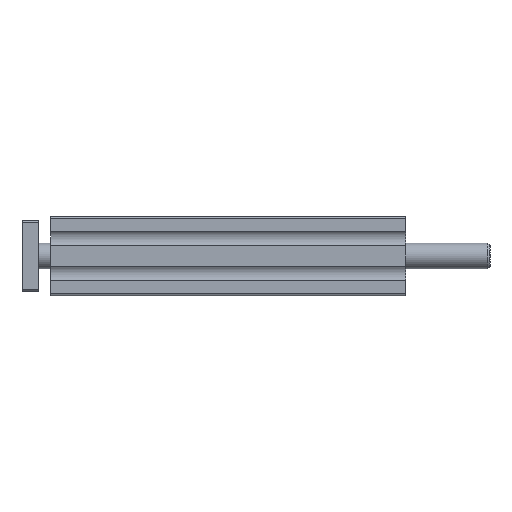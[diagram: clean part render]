
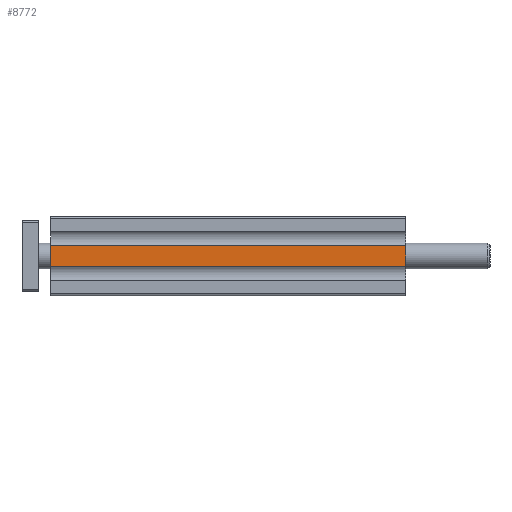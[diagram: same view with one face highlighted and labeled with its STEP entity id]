
A CAD part, front view. The second image highlights one B-rep face of the part: STEP entity #8772.
In plain terms, the highlighted planar face has unit normal (0, -1, 0).
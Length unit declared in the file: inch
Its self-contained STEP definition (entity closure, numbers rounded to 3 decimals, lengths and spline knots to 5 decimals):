
#388 = DIRECTION ( 'NONE',  ( -1., 0., 0. ) ) ;
#617 = DIRECTION ( 'NONE',  ( 0., 0., -1. ) ) ;
#817 = VECTOR ( 'NONE', #6928, 39.37008 ) ;
#855 = CARTESIAN_POINT ( 'NONE',  ( 0., -3.18898, 0.38815 ) ) ;
#1374 = CARTESIAN_POINT ( 'NONE',  ( 13.74016, -3.18898, 0.38815 ) ) ;
#1423 = CARTESIAN_POINT ( 'NONE',  ( 13.74016, -3.18898, 0.38815 ) ) ;
#1611 = CARTESIAN_POINT ( 'NONE',  ( 13.74016, -3.18898, 0.38815 ) ) ;
#2115 = VECTOR ( 'NONE', #388, 39.37008 ) ;
#2286 = CARTESIAN_POINT ( 'NONE',  ( 13.74016, -3.18898, -0.38815 ) ) ;
#3902 = ORIENTED_EDGE ( 'NONE', *, *, #12492, .F. ) ;
#4092 = VERTEX_POINT ( 'NONE', #855 ) ;
#4124 = VERTEX_POINT ( 'NONE', #11821 ) ;
#4426 = VECTOR ( 'NONE', #617, 39.37008 ) ;
#4814 = LINE ( 'NONE', #1611, #4426 ) ;
#5678 = DIRECTION ( 'NONE',  ( 0., 1., 0. ) ) ;
#5859 = LINE ( 'NONE', #9246, #817 ) ;
#5912 = VECTOR ( 'NONE', #7409, 39.37008 ) ;
#6362 = EDGE_CURVE ( 'NONE', #4092, #13597, #5859, .T. ) ;
#6383 = ORIENTED_EDGE ( 'NONE', *, *, #6362, .T. ) ;
#6928 = DIRECTION ( 'NONE',  ( 0., 0., -1. ) ) ;
#7226 = AXIS2_PLACEMENT_3D ( 'NONE', #1423, #5678, #9985 ) ;
#7409 = DIRECTION ( 'NONE',  ( -1., 0., 0. ) ) ;
#8023 = LINE ( 'NONE', #1374, #2115 ) ;
#8166 = CARTESIAN_POINT ( 'NONE',  ( 13.74016, -3.18898, 0.38815 ) ) ;
#8213 = EDGE_CURVE ( 'NONE', #4124, #13597, #12909, .T. ) ;
#8301 = ORIENTED_EDGE ( 'NONE', *, *, #8412, .T. ) ;
#8412 = EDGE_CURVE ( 'NONE', #9955, #4092, #8023, .T. ) ;
#8772 = ADVANCED_FACE ( 'NONE', ( #11056 ), #9846, .F. ) ;
#9246 = CARTESIAN_POINT ( 'NONE',  ( 0., -3.18898, 0.38815 ) ) ;
#9288 = CARTESIAN_POINT ( 'NONE',  ( 0., -3.18898, -0.38815 ) ) ;
#9846 = PLANE ( 'NONE',  #7226 ) ;
#9955 = VERTEX_POINT ( 'NONE', #8166 ) ;
#9985 = DIRECTION ( 'NONE',  ( 1., 0., 0. ) ) ;
#10167 = EDGE_LOOP ( 'NONE', ( #6383, #12435, #3902, #8301 ) ) ;
#11056 = FACE_OUTER_BOUND ( 'NONE', #10167, .T. ) ;
#11821 = CARTESIAN_POINT ( 'NONE',  ( 13.74016, -3.18898, -0.38815 ) ) ;
#12435 = ORIENTED_EDGE ( 'NONE', *, *, #8213, .F. ) ;
#12492 = EDGE_CURVE ( 'NONE', #9955, #4124, #4814, .T. ) ;
#12909 = LINE ( 'NONE', #2286, #5912 ) ;
#13597 = VERTEX_POINT ( 'NONE', #9288 ) ;
